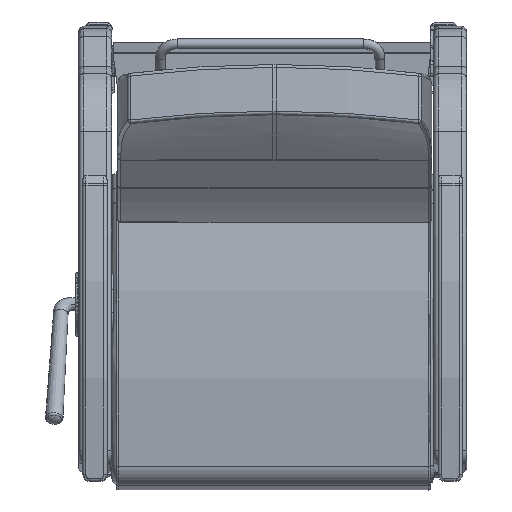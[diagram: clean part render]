
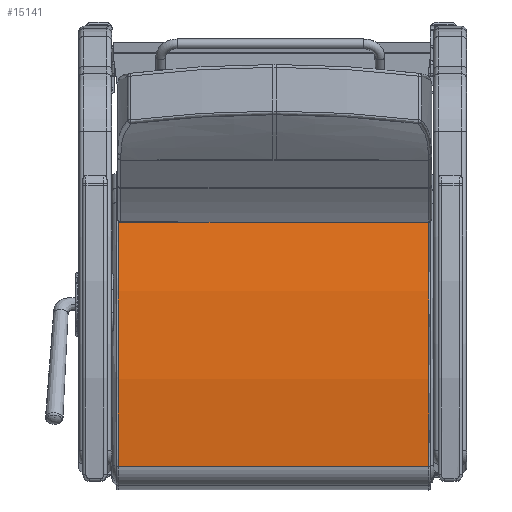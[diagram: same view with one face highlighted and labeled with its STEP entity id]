
A CAD part, front view. The second image highlights one B-rep face of the part: STEP entity #15141.
In plain terms, the highlighted free-form (B-spline) face has degree [3, 1] with [18, 2] control points.
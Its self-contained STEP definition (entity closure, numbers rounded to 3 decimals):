
#925=ELLIPSE('',#17181,60.304,60.25);
#927=ELLIPSE('',#17203,60.304,60.25);
#2241=LINE('',#40923,#3167);
#2242=LINE('',#40962,#3168);
#3167=VECTOR('',#21547,0.394);
#3168=VECTOR('',#21550,0.394);
#4135=FACE_OUTER_BOUND('',#5200,.T.);
#5200=EDGE_LOOP('',(#13505,#13506,#13507,#13508));
#7601=VERTEX_POINT('',#40554);
#7602=VERTEX_POINT('',#40555);
#7621=VERTEX_POINT('',#40922);
#7622=VERTEX_POINT('',#40961);
#9582=EDGE_CURVE('',#7601,#7602,#925,.T.);
#9611=EDGE_CURVE('',#7621,#7602,#2241,.T.);
#9613=EDGE_CURVE('',#7622,#7601,#2242,.T.);
#9614=EDGE_CURVE('',#7621,#7622,#927,.T.);
#13505=ORIENTED_EDGE('',*,*,#9582,.F.);
#13506=ORIENTED_EDGE('',*,*,#9613,.F.);
#13507=ORIENTED_EDGE('',*,*,#9614,.F.);
#13508=ORIENTED_EDGE('',*,*,#9611,.T.);
#14330=B_SPLINE_SURFACE_WITH_KNOTS('',3,1,((#40925,#40926),(#40927,#40928),
(#40929,#40930),(#40931,#40932),(#40933,#40934),(#40935,#40936),(#40937,
#40938),(#40939,#40940),(#40941,#40942),(#40943,#40944),(#40945,#40946),
(#40947,#40948),(#40949,#40950),(#40951,#40952),(#40953,#40954),(#40955,
#40956),(#40957,#40958),(#40959,#40960)),.UNSPECIFIED.,.F.,.F.,.F.,(4,1,
1,1,1,1,1,1,1,1,1,1,1,1,1,4),(2,2),(-1.696,-1.668,
-1.64,-1.626,-1.599,-1.585,
-1.557,-1.543,-1.515,-1.501,-1.473,
-1.459,-1.431,-1.418,-1.39,
-1.362),(0.,91.44),.UNSPECIFIED.);
#15141=ADVANCED_FACE('',(#4135),#14330,.T.);
#17181=AXIS2_PLACEMENT_3D('',#40556,#21496,#21497);
#17203=AXIS2_PLACEMENT_3D('',#40963,#21551,#21552);
#21496=DIRECTION('center_axis',(0.,0.,
-1.));
#21497=DIRECTION('ref_axis',(1.,0.,0.));
#21547=DIRECTION('',(0.,0.,-1.));
#21550=DIRECTION('',(0.,0.,-1.));
#21551=DIRECTION('center_axis',(0.,0.,1.));
#21552=DIRECTION('ref_axis',(1.,0.,0.));
#40554=CARTESIAN_POINT('',(3.609,-1.684,0.124));
#40555=CARTESIAN_POINT('',(23.658,-2.523,0.124));
#40556=CARTESIAN_POINT('Origin',(11.145,-61.462,0.124));
#40922=CARTESIAN_POINT('',(23.658,-2.523,23.876));
#40923=CARTESIAN_POINT('',(23.658,-2.523,24.));
#40925=CARTESIAN_POINT('Ctrl Pts',(3.609,-1.684,24.));
#40926=CARTESIAN_POINT('Ctrl Pts',(3.609,-1.684,-12.));
#40927=CARTESIAN_POINT('Ctrl Pts',(4.165,-1.614,24.));
#40928=CARTESIAN_POINT('Ctrl Pts',(4.165,-1.614,-12.));
#40929=CARTESIAN_POINT('Ctrl Pts',(5.278,-1.49,24.));
#40930=CARTESIAN_POINT('Ctrl Pts',(5.278,-1.49,-12.));
#40931=CARTESIAN_POINT('Ctrl Pts',(6.673,-1.373,24.));
#40932=CARTESIAN_POINT('Ctrl Pts',(6.673,-1.373,-12.));
#40933=CARTESIAN_POINT('Ctrl Pts',(8.071,-1.285,24.));
#40934=CARTESIAN_POINT('Ctrl Pts',(8.071,-1.285,-12.));
#40935=CARTESIAN_POINT('Ctrl Pts',(9.19,-1.239,24.));
#40936=CARTESIAN_POINT('Ctrl Pts',(9.19,-1.239,-12.));
#40937=CARTESIAN_POINT('Ctrl Pts',(10.59,-1.21,24.));
#40938=CARTESIAN_POINT('Ctrl Pts',(10.59,-1.21,-12.));
#40939=CARTESIAN_POINT('Ctrl Pts',(11.71,-1.21,24.));
#40940=CARTESIAN_POINT('Ctrl Pts',(11.71,-1.21,-12.));
#40941=CARTESIAN_POINT('Ctrl Pts',(13.11,-1.239,24.));
#40942=CARTESIAN_POINT('Ctrl Pts',(13.11,-1.239,-12.));
#40943=CARTESIAN_POINT('Ctrl Pts',(14.229,-1.286,24.));
#40944=CARTESIAN_POINT('Ctrl Pts',(14.229,-1.286,-12.));
#40945=CARTESIAN_POINT('Ctrl Pts',(15.626,-1.374,24.));
#40946=CARTESIAN_POINT('Ctrl Pts',(15.626,-1.374,-12.));
#40947=CARTESIAN_POINT('Ctrl Pts',(16.742,-1.467,24.));
#40948=CARTESIAN_POINT('Ctrl Pts',(16.742,-1.467,-12.));
#40949=CARTESIAN_POINT('Ctrl Pts',(18.135,-1.613,24.));
#40950=CARTESIAN_POINT('Ctrl Pts',(18.135,-1.613,-12.));
#40951=CARTESIAN_POINT('Ctrl Pts',(19.246,-1.753,24.));
#40952=CARTESIAN_POINT('Ctrl Pts',(19.246,-1.753,-12.));
#40953=CARTESIAN_POINT('Ctrl Pts',(20.631,-1.957,24.));
#40954=CARTESIAN_POINT('Ctrl Pts',(20.631,-1.957,-12.));
#40955=CARTESIAN_POINT('Ctrl Pts',(22.012,-2.19,24.));
#40956=CARTESIAN_POINT('Ctrl Pts',(22.012,-2.19,-12.));
#40957=CARTESIAN_POINT('Ctrl Pts',(23.111,-2.407,24.));
#40958=CARTESIAN_POINT('Ctrl Pts',(23.111,-2.407,-12.));
#40959=CARTESIAN_POINT('Ctrl Pts',(23.658,-2.523,24.));
#40960=CARTESIAN_POINT('Ctrl Pts',(23.658,-2.523,-12.));
#40961=CARTESIAN_POINT('',(3.609,-1.684,23.876));
#40962=CARTESIAN_POINT('',(3.609,-1.684,24.));
#40963=CARTESIAN_POINT('Origin',(11.145,-61.462,23.876));
